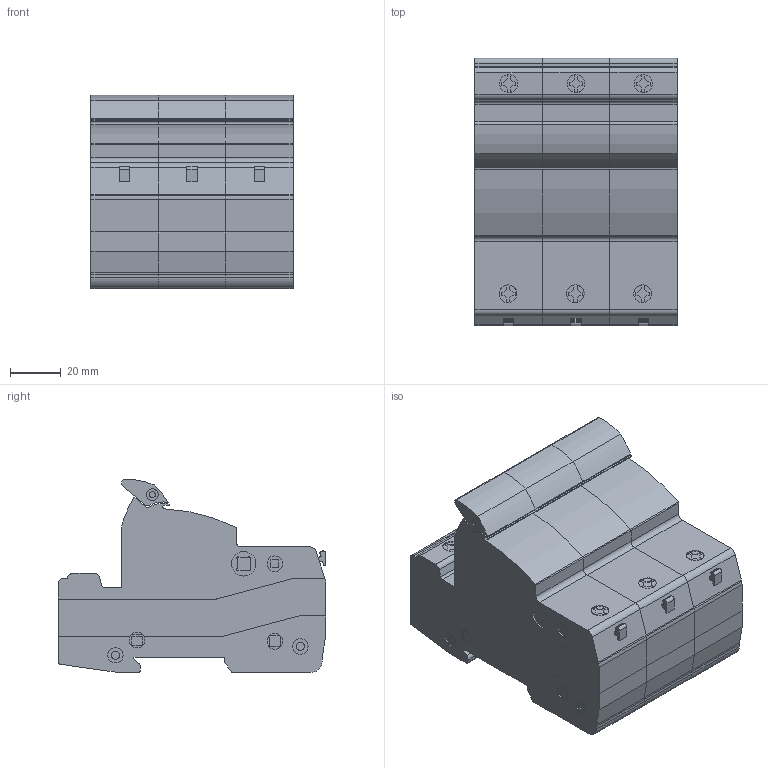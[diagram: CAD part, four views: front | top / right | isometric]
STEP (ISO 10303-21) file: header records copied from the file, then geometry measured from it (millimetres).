
FILE_DESCRIPTION((''),'2;1');
FILE_NAME('3d_FB02A3P.stp','2012-10-03T09:01:16',(''),(''),'Mechanical Desktop 2011','Mechanical Desktop 2011',', , ');
FILE_SCHEMA(('CONFIG_CONTROL_DESIGN'));
Length unit declared in the file: millimetre
Products named in the file (1): Product
Bounding box: 79.5 x 105.25 x 75.98 mm (x, y, z)
Volume: 422439.3 mm3; surface area: 97691.6 mm2
Topology: 12 solids, 12 shells, 630 faces, 1740 edges, 1179 vertices
Faces by surface type: plane 405, cylinder 225
Entity records: 20327 total; most frequent: CARTESIAN_POINT 3550, DIRECTION 3536, ORIENTED_EDGE 3480, EDGE_CURVE 1740, VECTOR 1206, LINE 1206, VERTEX_POINT 1179, AXIS2_PLACEMENT_3D 1165
